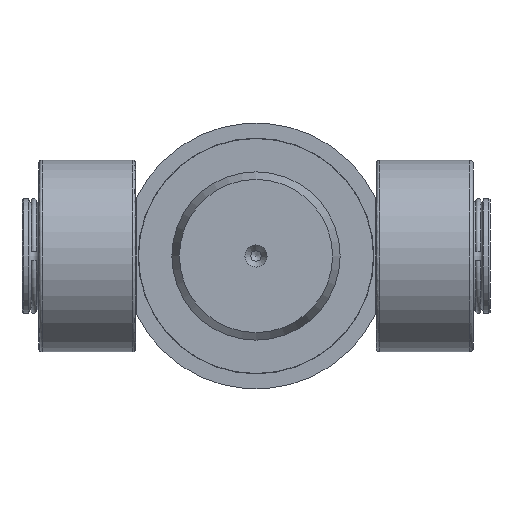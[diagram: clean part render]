
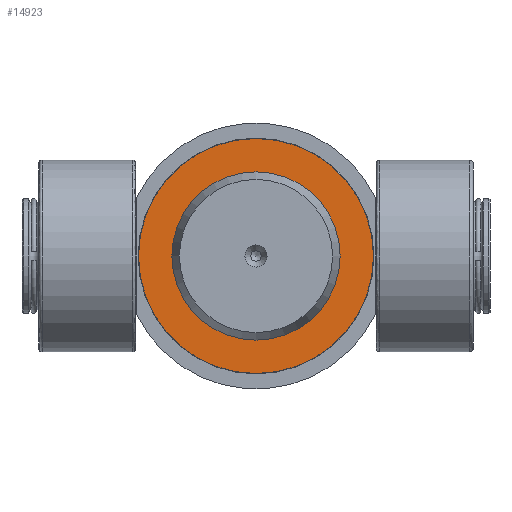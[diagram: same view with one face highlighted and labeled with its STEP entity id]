
A CAD part, front view. The second image highlights one B-rep face of the part: STEP entity #14923.
In plain terms, the highlighted face is planar.
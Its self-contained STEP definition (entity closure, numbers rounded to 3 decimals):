
#3955=PLANE('',#15798);
#4146=FACE_BOUND('',#5912,.T.);
#4971=FACE_OUTER_BOUND('',#5911,.T.);
#5911=EDGE_LOOP('',(#14067));
#5912=EDGE_LOOP('',(#14068));
#6127=CIRCLE('',#15786,46.753);
#6133=CIRCLE('',#15797,69.8);
#7584=VERTEX_POINT('',#30939);
#7590=VERTEX_POINT('',#30956);
#9745=EDGE_CURVE('',#7584,#7584,#6127,.T.);
#9751=EDGE_CURVE('',#7590,#7590,#6133,.T.);
#14067=ORIENTED_EDGE('',*,*,#9751,.F.);
#14068=ORIENTED_EDGE('',*,*,#9745,.T.);
#14923=ADVANCED_FACE('',(#4971,#4146),#3955,.T.);
#15786=AXIS2_PLACEMENT_3D('',#30940,#18592,#18593);
#15797=AXIS2_PLACEMENT_3D('',#30957,#18614,#18615);
#15798=AXIS2_PLACEMENT_3D('',#30958,#18616,#18617);
#18592=DIRECTION('center_axis',(0.,0.,-1.));
#18593=DIRECTION('ref_axis',(-1.,0.,0.));
#18614=DIRECTION('center_axis',(0.,0.,-1.));
#18615=DIRECTION('ref_axis',(-1.,0.,0.));
#18616=DIRECTION('center_axis',(0.,0.,1.));
#18617=DIRECTION('ref_axis',(1.,0.,0.));
#30939=CARTESIAN_POINT('',(46.753,0.,12.));
#30940=CARTESIAN_POINT('Origin',(0.,0.,12.));
#30956=CARTESIAN_POINT('',(69.8,0.,12.));
#30957=CARTESIAN_POINT('Origin',(0.,0.,12.));
#30958=CARTESIAN_POINT('Origin',(0.,0.,
12.));
